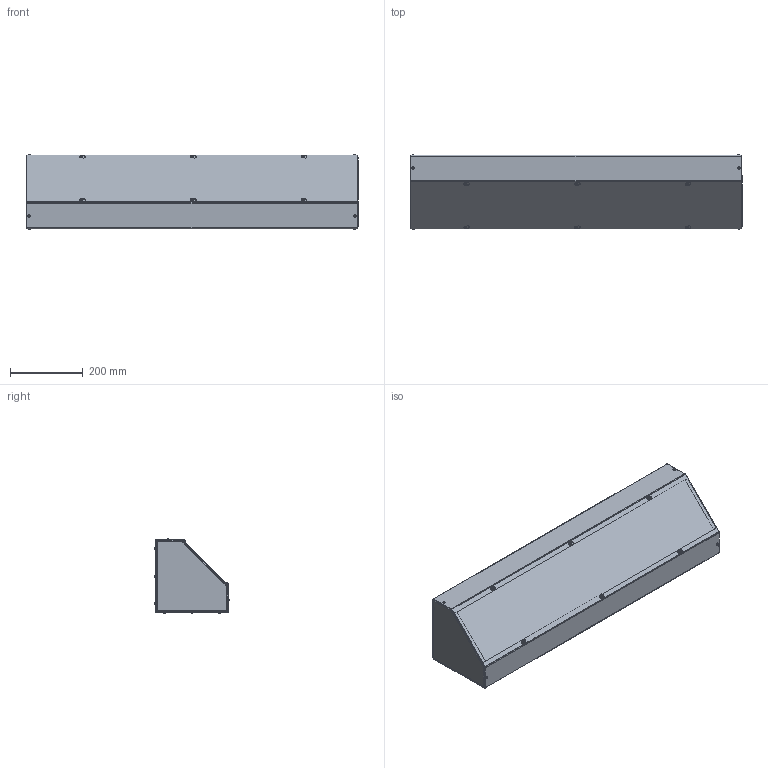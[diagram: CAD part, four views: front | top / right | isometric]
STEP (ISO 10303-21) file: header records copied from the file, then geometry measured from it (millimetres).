
FILE_DESCRIPTION (( 'STEP AP214' ), '1' );
FILE_NAME ('S8836ATNK.STEP', '2021-09-24T17:40:42', ( '' ), ( '' ), 'SwSTEP 2.0', 'SolidWorks 2021', '' );
FILE_SCHEMA (( 'AUTOMOTIVE_DESIGN' ));
Length unit declared in the file: inch
Products named in the file (1): S8836ATNK
Bounding box: 914.4 x 205.23 x 205.23 mm (x, y, z)
Volume: 1428620.8 mm3; surface area: 1536389.7 mm2
Topology: 26 solids, 26 shells, 1350 faces, 3256 edges, 1964 vertices
Faces by surface type: cylinder 376, cone 360, plane 322, bspline 236, torus 56
Entity records: 64181 total; most frequent: CARTESIAN_POINT 14977, DIRECTION 6856, ORIENTED_EDGE 6448, EDGE_CURVE 3224, AXIS2_PLACEMENT_3D 2789, VERTEX_POINT 1964, CIRCLE 1674, EDGE_LOOP 1492
